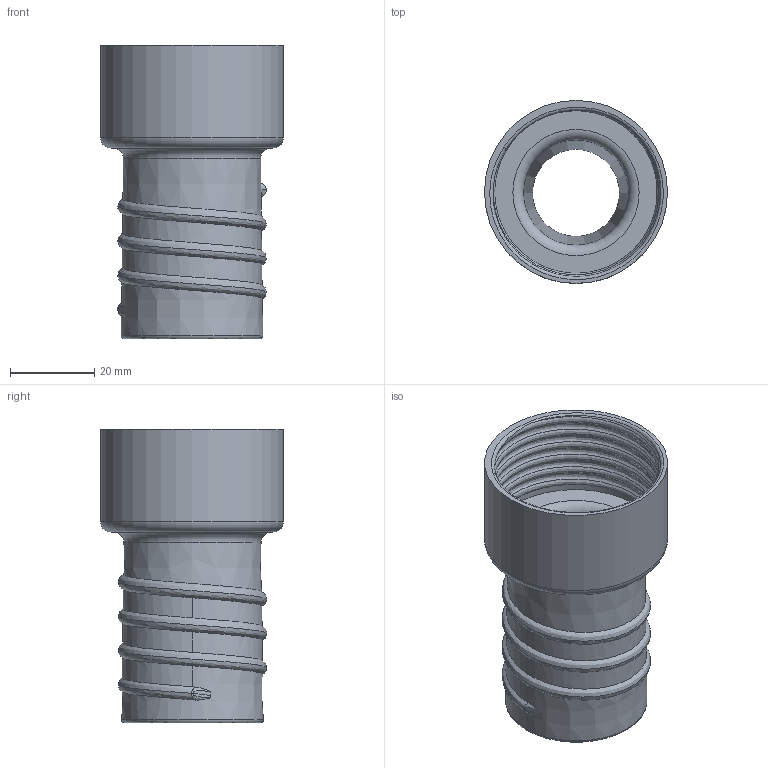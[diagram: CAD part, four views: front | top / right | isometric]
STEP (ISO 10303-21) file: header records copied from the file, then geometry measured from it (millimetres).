
FILE_DESCRIPTION(/* description */ (''),/* implementation_level */ '2;1');
FILE_NAME(/* name */ 'flexaust 1.25 inch hose adapter.step',/* time_stamp */ '2020-10-05T16:02:36-04:00',/* author */ (''),/* organization */ (''),/* preprocessor_version */ 'ST-DEVELOPER v18.1',/* originating_system */ 'Autodesk Translation Framework v9.3.0.1241',/* authorisation */ '');
FILE_SCHEMA (('AUTOMOTIVE_DESIGN { 1 0 10303 214 3 1 1 }'));
Length unit declared in the file: millimetre
Products named in the file (2): flexaust 1.25 inch hose adapter; 20 mm hose adapter
Assembly tree (1 placements, depth 2):
  flexaust 1.25 inch hose adapter
    20 mm hose adapter
Bounding box: 43.48 x 43.48 x 69.65 mm (x, y, z)
Volume: 29830.4 mm3; surface area: 16622.9 mm2
Topology: 1 solids, 1 shells, 31 faces, 73 edges, 46 vertices
Faces by surface type: bspline 15, cone 5, torus 5, plane 5, cylinder 1
Full cylindrical faces by diameter (mm): 43.476 x1
Entity records: 5756 total; most frequent: CARTESIAN_POINT 5101, ORIENTED_EDGE 146, DIRECTION 87, EDGE_CURVE 73, VERTEX_POINT 46, B_SPLINE_CURVE_WITH_KNOTS 43, AXIS2_PLACEMENT_3D 38, EDGE_LOOP 35
